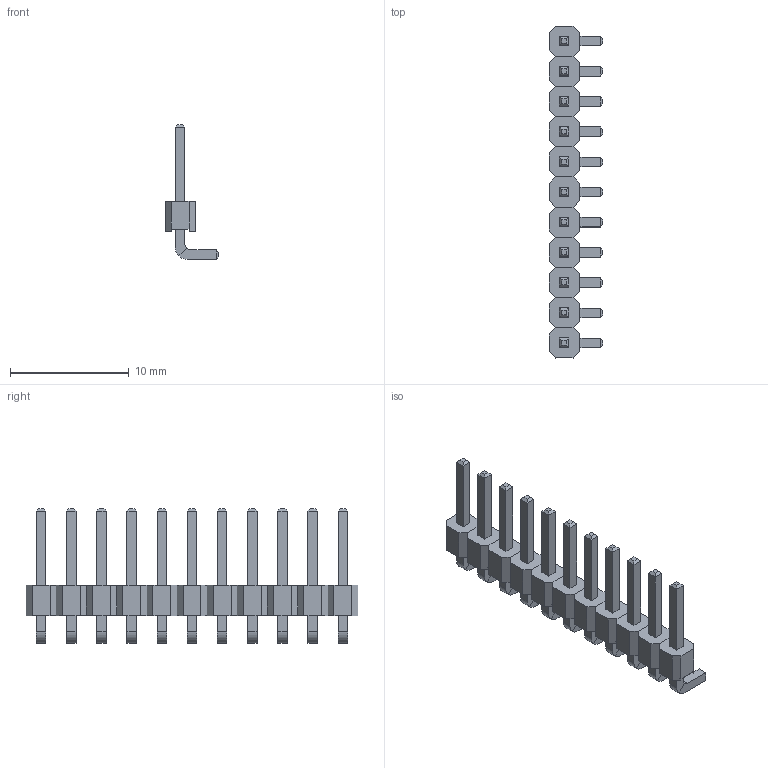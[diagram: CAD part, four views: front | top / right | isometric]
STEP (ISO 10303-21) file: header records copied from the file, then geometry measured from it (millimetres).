
FILE_DESCRIPTION(('FreeCAD Model'),'2;1');
FILE_NAME( '1x11_90.stp', '2015-04-12T20:59:12',('FreeCAD'),('FreeCAD'), 'Open CASCADE STEP processor 6.7','FreeCAD','Unknown');
FILE_SCHEMA(('AUTOMOTIVE_DESIGN_CC2 { 1 2 10303 214 -1 1 5 4 }'));
Length unit declared in the file: millimetre
Products named in the file (2): Array001; Array
Bounding box: 4.54 x 27.94 x 11.34 mm (x, y, z)
Volume: 237.7 mm3; surface area: 948.1 mm2
Topology: 22 solids, 22 shells, 418 faces, 990 edges, 616 vertices
Faces by surface type: plane 396, cylinder 22
Entity records: 24802 total; most frequent: CARTESIAN_POINT 4379, DIRECTION 3742, LINE 2684, VECTOR 2684, ORIENTED_EDGE 1980, PCURVE 1980, DEFINITIONAL_REPRESENTATION 1980, EDGE_CURVE 990
